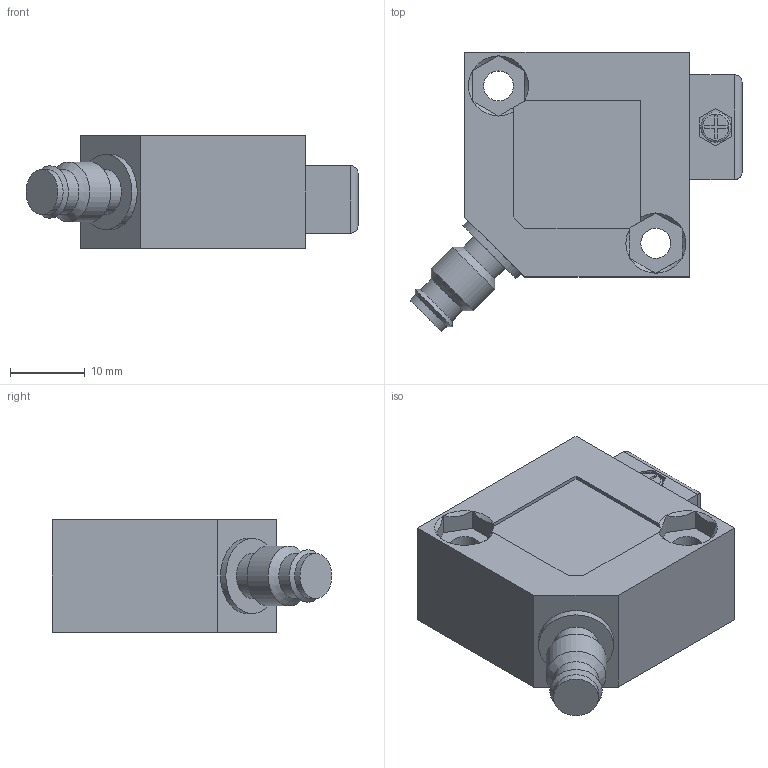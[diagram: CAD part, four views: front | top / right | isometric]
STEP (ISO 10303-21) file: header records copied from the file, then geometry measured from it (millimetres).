
FILE_DESCRIPTION(/* description */ (''),/* implementation_level */ '2;1');
FILE_NAME(/* name */ 'OL151175.stp',/* time_stamp */ '2016-10-07T14:32:49+02:00',/* author */ ('mitarbeiter'),/* organization */ (''),/* preprocessor_version */ 'ST-DEVELOPER v15.2',/* originating_system */ 'Autodesk Inventor 2014',/* authorisation */ '');
FILE_SCHEMA (('AUTOMOTIVE_DESIGN { 1 0 10303 214 3 1 1 }'));
Length unit declared in the file: millimetre
Products named in the file (1): OL151175
Bounding box: 44.31 x 37.31 x 15 mm (x, y, z)
Volume: 13350.4 mm3; surface area: 4850.6 mm2
Topology: 1 solids, 2 shells, 161 faces, 404 edges, 260 vertices
Faces by surface type: plane 102, cone 42, cylinder 16, torus 1
Full cylindrical faces by diameter (mm): 2.5 x1, 2.52 x1, 3 x2, 4 x3, 6 x3, 8 x1, 10 x1
Entity records: 4616 total; most frequent: CARTESIAN_POINT 909, ORIENTED_EDGE 768, DIRECTION 725, EDGE_CURVE 384, LINE 263, VECTOR 263, VERTEX_POINT 259, AXIS2_PLACEMENT_3D 231
